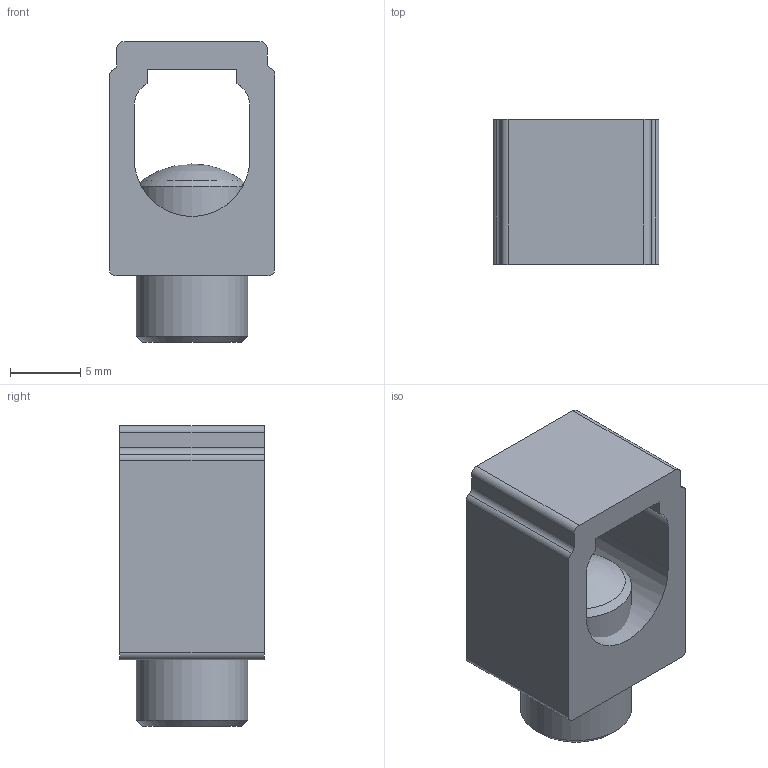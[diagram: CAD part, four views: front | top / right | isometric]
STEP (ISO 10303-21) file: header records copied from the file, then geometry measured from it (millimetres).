
FILE_DESCRIPTION(('FreeCAD Model'),'2;1');
FILE_NAME('B2C-HEX.step','2020-11-30T16:55:20',('Author'),(''), 'Open CASCADE STEP processor 7.3','FreeCAD','Unknown');
FILE_SCHEMA(('AUTOMOTIVE_DESIGN { 1 0 10303 214 1 1 1 1 }'));
Length unit declared in the file: millimetre
Products named in the file (2): B2C; 12786HEX
Bounding box: 11.81 x 10.31 x 21.41 mm (x, y, z)
Volume: 1580.4 mm3; surface area: 1598.3 mm2
Topology: 2 solids, 2 shells, 44 faces, 115 edges, 76 vertices
Faces by surface type: plane 22, cylinder 15, cone 6, sphere 1
Full cylindrical faces by diameter (mm): 6.782 x1, 7.925 x1
Entity records: 3551 total; most frequent: CARTESIAN_POINT 1272, DIRECTION 409, LINE 236, VECTOR 236, ORIENTED_EDGE 228, PCURVE 228, DEFINITIONAL_REPRESENTATION 228, EDGE_CURVE 114
